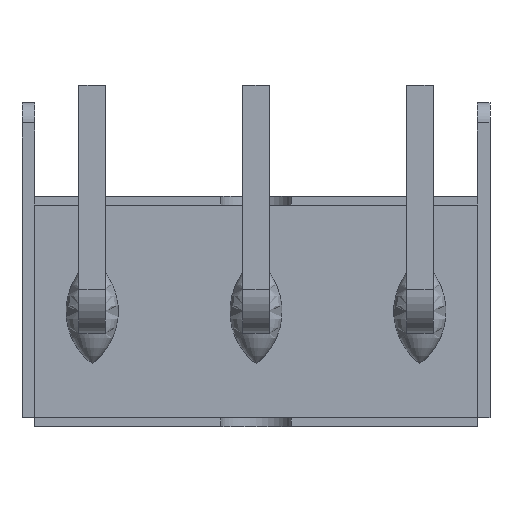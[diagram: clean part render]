
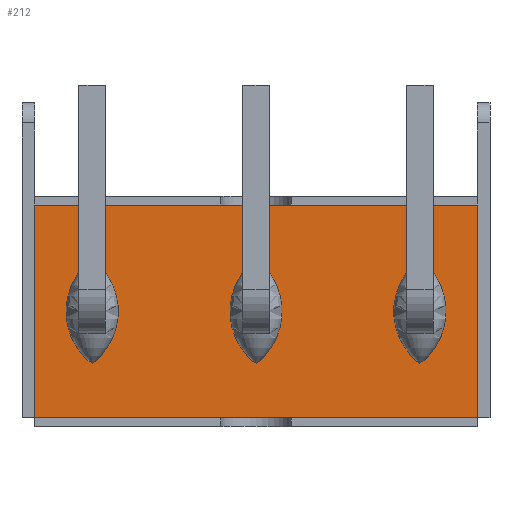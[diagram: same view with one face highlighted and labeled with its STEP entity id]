
A CAD part, front view. The second image highlights one B-rep face of the part: STEP entity #212.
In plain terms, the highlighted planar face has unit normal (0, -1, 0).
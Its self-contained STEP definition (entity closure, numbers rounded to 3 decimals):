
#212=ADVANCED_FACE('',(#512,#513,#514,#515),#516,.F.);
#512=FACE_BOUND('',#908,.T.);
#513=FACE_BOUND('',#909,.T.);
#514=FACE_BOUND('',#910,.T.);
#515=FACE_OUTER_BOUND('',#911,.T.);
#516=PLANE('',#912);
#908=EDGE_LOOP('',(#1485,#1486));
#909=EDGE_LOOP('',(#1487,#1488));
#910=EDGE_LOOP('',(#1489,#1490));
#911=EDGE_LOOP('',(#1491,#1492,#1493,#1494));
#912=AXIS2_PLACEMENT_3D('',#1495,#1496,#1497);
#1485=ORIENTED_EDGE('',*,*,#2492,.T.);
#1486=ORIENTED_EDGE('',*,*,#2493,.T.);
#1487=ORIENTED_EDGE('',*,*,#2489,.T.);
#1488=ORIENTED_EDGE('',*,*,#2490,.T.);
#1489=ORIENTED_EDGE('',*,*,#2486,.T.);
#1490=ORIENTED_EDGE('',*,*,#2487,.T.);
#1491=ORIENTED_EDGE('',*,*,#2495,.T.);
#1492=ORIENTED_EDGE('',*,*,#2496,.F.);
#1493=ORIENTED_EDGE('',*,*,#2497,.F.);
#1494=ORIENTED_EDGE('',*,*,#2498,.F.);
#1495=CARTESIAN_POINT('',(0.0,-6.35,0.0));
#1496=DIRECTION('',(0.0,1.0,0.0));
#1497=DIRECTION('',(0.0,0.0,1.0));
#2486=EDGE_CURVE('',#3007,#3008,#3009,.T.);
#2487=EDGE_CURVE('',#3008,#3007,#3010,.T.);
#2489=EDGE_CURVE('',#3012,#3013,#3014,.T.);
#2490=EDGE_CURVE('',#3013,#3012,#3015,.T.);
#2492=EDGE_CURVE('',#3017,#3018,#3019,.T.);
#2493=EDGE_CURVE('',#3018,#3017,#3020,.T.);
#2495=EDGE_CURVE('',#3022,#3023,#3024,.T.);
#2496=EDGE_CURVE('',#3025,#3023,#3026,.T.);
#2497=EDGE_CURVE('',#3027,#3025,#3028,.T.);
#2498=EDGE_CURVE('',#3022,#3027,#3029,.T.);
#3007=VERTEX_POINT('',#3892);
#3008=VERTEX_POINT('',#3893);
#3009=CIRCLE('',#3894,1.875);
#3010=CIRCLE('',#3895,1.875);
#3012=VERTEX_POINT('',#3897);
#3013=VERTEX_POINT('',#3898);
#3014=CIRCLE('',#3899,1.875);
#3015=CIRCLE('',#3900,1.875);
#3017=VERTEX_POINT('',#3902);
#3018=VERTEX_POINT('',#3903);
#3019=CIRCLE('',#3904,1.875);
#3020=CIRCLE('',#3905,1.875);
#3022=VERTEX_POINT('',#3907);
#3023=VERTEX_POINT('',#3908);
#3024=LINE('',#3909,#3910);
#3025=VERTEX_POINT('',#3911);
#3026=LINE('',#3912,#3913);
#3027=VERTEX_POINT('',#3914);
#3028=LINE('',#3915,#3916);
#3029=LINE('',#3917,#3918);
#3892=CARTESIAN_POINT('',(-4.7,-6.35,-1.5));
#3893=CARTESIAN_POINT('',(-4.7,-6.35,1.5));
#3894=AXIS2_PLACEMENT_3D('',#4776,#4777,#4778);
#3895=AXIS2_PLACEMENT_3D('',#4779,#4780,#4781);
#3897=CARTESIAN_POINT('',(0.0,-6.35,-1.5));
#3898=CARTESIAN_POINT('',(0.0,-6.35,1.5));
#3899=AXIS2_PLACEMENT_3D('',#4782,#4783,#4784);
#3900=AXIS2_PLACEMENT_3D('',#4785,#4786,#4787);
#3902=CARTESIAN_POINT('',(4.7,-6.35,-1.5));
#3903=CARTESIAN_POINT('',(4.7,-6.35,1.5));
#3904=AXIS2_PLACEMENT_3D('',#4788,#4789,#4790);
#3905=AXIS2_PLACEMENT_3D('',#4791,#4792,#4793);
#3907=CARTESIAN_POINT('',(-6.34,-6.35,3.04));
#3908=CARTESIAN_POINT('',(-6.34,-6.35,-3.04));
#3909=CARTESIAN_POINT('',(-6.34,-6.35,0.0));
#3910=VECTOR('',#4794,1.0);
#3911=CARTESIAN_POINT('',(6.34,-6.35,-3.04));
#3912=CARTESIAN_POINT('',(0.0,-6.35,-3.04));
#3913=VECTOR('',#4795,1.0);
#3914=CARTESIAN_POINT('',(6.34,-6.35,3.04));
#3915=CARTESIAN_POINT('',(6.34,-6.35,0.0));
#3916=VECTOR('',#4796,1.0);
#3917=CARTESIAN_POINT('',(0.0,-6.35,3.04));
#3918=VECTOR('',#4797,1.0);
#4776=CARTESIAN_POINT('',(-3.575,-6.35,0.));
#4777=DIRECTION('',(0.0,1.0,0.0));
#4778=DIRECTION('',(-1.0,0.0,0.));
#4779=CARTESIAN_POINT('',(-5.825,-6.35,0.));
#4780=DIRECTION('',(0.0,1.0,0.0));
#4781=DIRECTION('',(1.0,-0.0,0.));
#4782=CARTESIAN_POINT('',(1.125,-6.35,0.));
#4783=DIRECTION('',(0.0,1.0,0.0));
#4784=DIRECTION('',(-1.0,0.0,0.));
#4785=CARTESIAN_POINT('',(-1.125,-6.35,0.));
#4786=DIRECTION('',(0.0,1.0,0.0));
#4787=DIRECTION('',(1.0,-0.0,0.));
#4788=CARTESIAN_POINT('',(5.825,-6.35,0.));
#4789=DIRECTION('',(0.0,1.0,0.0));
#4790=DIRECTION('',(-1.0,0.0,0.));
#4791=CARTESIAN_POINT('',(3.575,-6.35,0.));
#4792=DIRECTION('',(0.0,1.0,0.0));
#4793=DIRECTION('',(1.0,-0.0,0.));
#4794=DIRECTION('',(0.0,0.0,-1.0));
#4795=DIRECTION('',(-1.0,0.0,0.0));
#4796=DIRECTION('',(0.0,0.0,-1.0));
#4797=DIRECTION('',(1.0,0.0,0.0));
